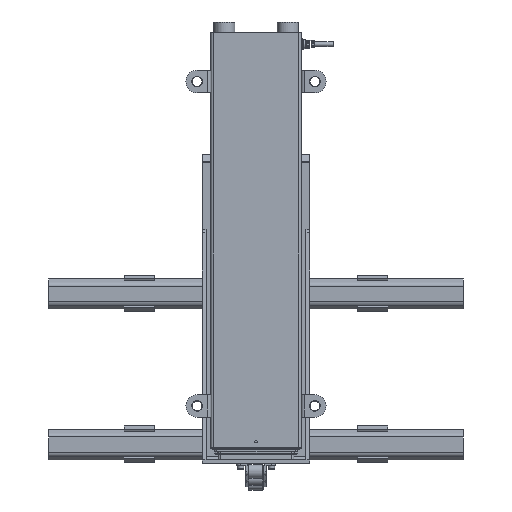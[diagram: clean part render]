
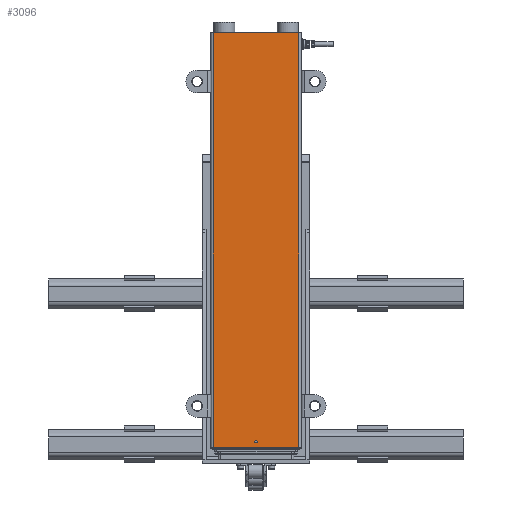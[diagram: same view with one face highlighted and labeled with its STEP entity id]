
A CAD part, left-side view. The second image highlights one B-rep face of the part: STEP entity #3096.
In plain terms, the highlighted planar face has unit normal (-1, 0, 0).
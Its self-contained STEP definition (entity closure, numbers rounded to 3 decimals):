
#463 = VERTEX_POINT ( 'NONE', #8014 ) ;
#464 = VERTEX_POINT ( 'NONE', #8015 ) ;
#473 = VERTEX_POINT ( 'NONE', #8024 ) ;
#476 = VERTEX_POINT ( 'NONE', #8027 ) ;
#477 = VERTEX_POINT ( 'NONE', #8028 ) ;
#478 = VERTEX_POINT ( 'NONE', #8029 ) ;
#2047 = AXIS2_PLACEMENT_3D ( 'NONE', #5066, #5067, #5068 ) ;
#2054 = AXIS2_PLACEMENT_3D ( 'NONE', #5123, #5124, #5125 ) ;
#3076 = CIRCLE ( 'NONE', #2047, 1.6 ) ;
#3096 = ADVANCED_FACE ( 'NONE', ( #12664, #12670 ), #11261, .F. ) ;
#3844 = EDGE_LOOP ( 'NONE', ( #6213, #6214 ) ) ;
#3849 = EDGE_LOOP ( 'NONE', ( #6215, #6216, #6217, #6218 ) ) ;
#5066 = CARTESIAN_POINT ( 'NONE',  ( -35., -15., -58. ) ) ;
#5067 = DIRECTION ( 'NONE',  ( 1., 0., 0. ) ) ;
#5068 = DIRECTION ( 'NONE',  ( 0., 0., -1. ) ) ;
#5105 = CARTESIAN_POINT ( 'NONE',  ( -35., -72., 484.5 ) ) ;
#5106 = DIRECTION ( 'NONE',  ( 0., -1., 0. ) ) ;
#5113 = CARTESIAN_POINT ( 'NONE',  ( -35., -72., 484.5 ) ) ;
#5120 = DIRECTION ( 'NONE',  ( 0., 0., -1. ) ) ;
#5121 = CARTESIAN_POINT ( 'NONE',  ( -35., -72., -65.5 ) ) ;
#5122 = DIRECTION ( 'NONE',  ( 0., -1., 0. ) ) ;
#5123 = CARTESIAN_POINT ( 'NONE',  ( -35., -15., -58. ) ) ;
#5124 = DIRECTION ( 'NONE',  ( 1., 0., 0. ) ) ;
#5125 = DIRECTION ( 'NONE',  ( 0., 0., -1. ) ) ;
#5132 = CARTESIAN_POINT ( 'NONE',  ( -35., 42., 484.5 ) ) ;
#5133 = DIRECTION ( 'NONE',  ( 0., 0., -1. ) ) ;
#5504 = VECTOR ( 'NONE', #5120, 1000. ) ;
#5512 = LINE ( 'NONE', #5105, #5513 ) ;
#5513 = VECTOR ( 'NONE', #5106, 1000. ) ;
#5523 = LINE ( 'NONE', #5113, #5504 ) ;
#5525 = LINE ( 'NONE', #5121, #5526 ) ;
#5526 = VECTOR ( 'NONE', #5122, 1000. ) ;
#5527 = LINE ( 'NONE', #5132, #5528 ) ;
#5528 = VECTOR ( 'NONE', #5133, 1000. ) ;
#5529 = CIRCLE ( 'NONE', #2054, 1.6 ) ;
#6213 = ORIENTED_EDGE ( 'NONE', *, *, #15232, .T. ) ;
#6214 = ORIENTED_EDGE ( 'NONE', *, *, #15257, .T. ) ;
#6215 = ORIENTED_EDGE ( 'NONE', *, *, #15256, .T. ) ;
#6216 = ORIENTED_EDGE ( 'NONE', *, *, #15255, .F. ) ;
#6217 = ORIENTED_EDGE ( 'NONE', *, *, #15248, .F. ) ;
#6218 = ORIENTED_EDGE ( 'NONE', *, *, #15260, .T. ) ;
#7524 = AXIS2_PLACEMENT_3D ( 'NONE', #11260, #11263, #11264 ) ;
#8014 = CARTESIAN_POINT ( 'NONE',  ( -35., -15., -59.6 ) ) ;
#8015 = CARTESIAN_POINT ( 'NONE',  ( -35., -15., -56.4 ) ) ;
#8024 = CARTESIAN_POINT ( 'NONE',  ( -35., -72., -65.5 ) ) ;
#8027 = CARTESIAN_POINT ( 'NONE',  ( -35., -72., 484.5 ) ) ;
#8028 = CARTESIAN_POINT ( 'NONE',  ( -35., 42., -65.5 ) ) ;
#8029 = CARTESIAN_POINT ( 'NONE',  ( -35., 42., 484.5 ) ) ;
#11260 = CARTESIAN_POINT ( 'NONE',  ( -35., -72., 484.5 ) ) ;
#11261 = PLANE ( 'NONE',  #7524 ) ;
#11263 = DIRECTION ( 'NONE',  ( 1., 0., 0. ) ) ;
#11264 = DIRECTION ( 'NONE',  ( 0., 0., -1. ) ) ;
#12664 = FACE_BOUND ( 'NONE', #3844, .T. ) ;
#12670 = FACE_OUTER_BOUND ( 'NONE', #3849, .T. ) ;
#15232 = EDGE_CURVE ( 'NONE', #464, #463, #3076, .T. ) ;
#15248 = EDGE_CURVE ( 'NONE', #478, #476, #5512, .T. ) ;
#15255 = EDGE_CURVE ( 'NONE', #476, #473, #5523, .T. ) ;
#15256 = EDGE_CURVE ( 'NONE', #477, #473, #5525, .T. ) ;
#15257 = EDGE_CURVE ( 'NONE', #463, #464, #5529, .T. ) ;
#15260 = EDGE_CURVE ( 'NONE', #478, #477, #5527, .T. ) ;
